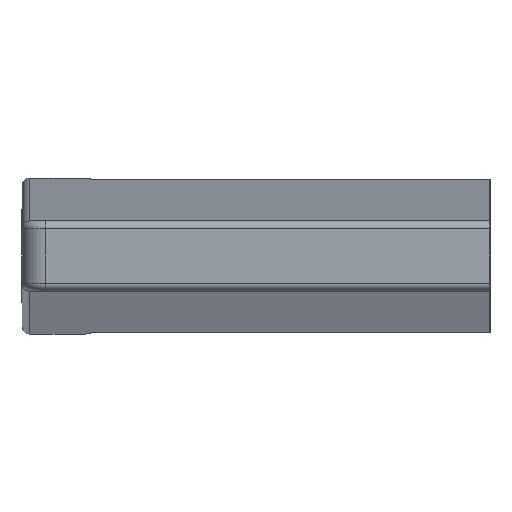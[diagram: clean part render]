
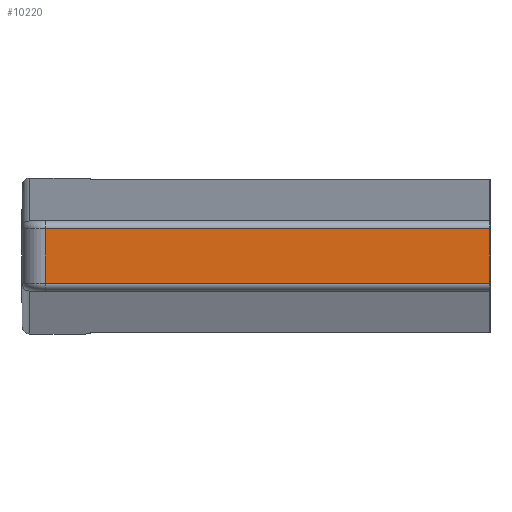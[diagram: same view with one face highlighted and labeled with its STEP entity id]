
A CAD part, left-side view. The second image highlights one B-rep face of the part: STEP entity #10220.
In plain terms, the highlighted planar face has unit normal (-1, 0, 0).
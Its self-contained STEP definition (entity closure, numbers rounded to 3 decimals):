
#8550=CARTESIAN_POINT('',(-43.,0.,-1.75));
#8560=VERTEX_POINT('',#8550);
#8590=CARTESIAN_POINT('',(-43.,0.,-2.25));
#8600=DIRECTION('',(0.,0.,1.));
#8610=VECTOR('',#8600,1000.);
#8620=LINE('',#8590,#8610);
#8630=CARTESIAN_POINT('',(-43.,0.,1.75));
#8640=VERTEX_POINT('',#8630);
#8650=EDGE_CURVE('',#8560,#8640,#8620,.T.);
#9920=CARTESIAN_POINT('',(-43.,30.,-2.25));
#9930=DIRECTION('',(1.,-0.,0.));
#9940=DIRECTION('',(0.,0.,-1.));
#9950=AXIS2_PLACEMENT_3D('',#9920,#9930,#9940);
#9960=PLANE('',#9950);
#9970=ORIENTED_EDGE('',*,*,#8650,.T.);
#9980=CARTESIAN_POINT('',(-43.,30.,-1.75));
#9990=DIRECTION('',(0.,-1.,0.));
#10000=VECTOR('',#9990,1000.);
#10010=LINE('',#9980,#10000);
#10020=CARTESIAN_POINT('',(-43.,28.5,-1.75));
#10030=VERTEX_POINT('',#10020);
#10040=EDGE_CURVE('',#10030,#8560,#10010,.T.);
#10050=ORIENTED_EDGE('',*,*,#10040,.T.);
#10060=CARTESIAN_POINT('',(-43.,28.5,-1.75));
#10070=DIRECTION('',(0.,0.,-1.));
#10080=VECTOR('',#10070,1000.);
#10090=LINE('',#10060,#10080);
#10100=CARTESIAN_POINT('',(-43.,28.5,1.75));
#10110=VERTEX_POINT('',#10100);
#10120=EDGE_CURVE('',#10110,#10030,#10090,.T.);
#10130=ORIENTED_EDGE('',*,*,#10120,.T.);
#10140=CARTESIAN_POINT('',(-43.,30.,1.75));
#10150=DIRECTION('',(0.,1.,0.));
#10160=VECTOR('',#10150,1000.);
#10170=LINE('',#10140,#10160);
#10180=EDGE_CURVE('',#8640,#10110,#10170,.T.);
#10190=ORIENTED_EDGE('',*,*,#10180,.T.);
#10200=EDGE_LOOP('',(#10190,#10130,#10050,#9970));
#10210=FACE_OUTER_BOUND('',#10200,.T.);
#10220=ADVANCED_FACE('',(#10210),#9960,.F.);
